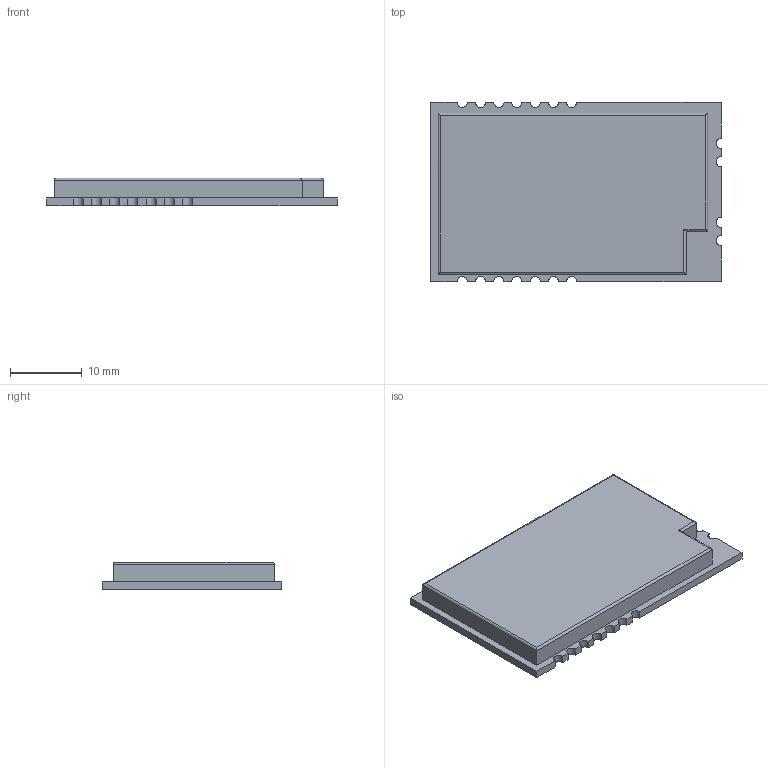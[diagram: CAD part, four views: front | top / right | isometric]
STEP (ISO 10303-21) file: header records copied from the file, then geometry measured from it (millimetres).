
FILE_DESCRIPTION (( 'STEP AP214' ), '1' );
FILE_NAME ('User Library-E32_XXXT30S Ebyte.STEP', '2021-06-14T00:54:25', ( '' ), ( '' ), 'SwSTEP 2.0', 'SolidWorks 2021', '' );
FILE_SCHEMA (( 'AUTOMOTIVE_DESIGN' ));
Length unit declared in the file: millimetre
Products named in the file (1): User Library-E32_XXXT30S Ebyte
Bounding box: 40.5 x 25 x 3.85 mm (x, y, z)
Volume: 3371.4 mm3; surface area: 2471.6 mm2
Topology: 1 solids, 1 shells, 59 faces, 162 edges, 106 vertices
Faces by surface type: plane 31, cylinder 28
Entity records: 2555 total; most frequent: CARTESIAN_POINT 346, ORIENTED_EDGE 324, DIRECTION 320, EDGE_CURVE 162, LINE 112, VECTOR 112, VERTEX_POINT 106, AXIS2_PLACEMENT_3D 104
